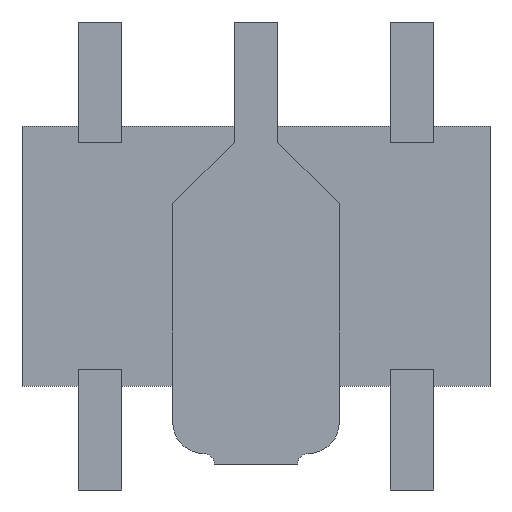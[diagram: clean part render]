
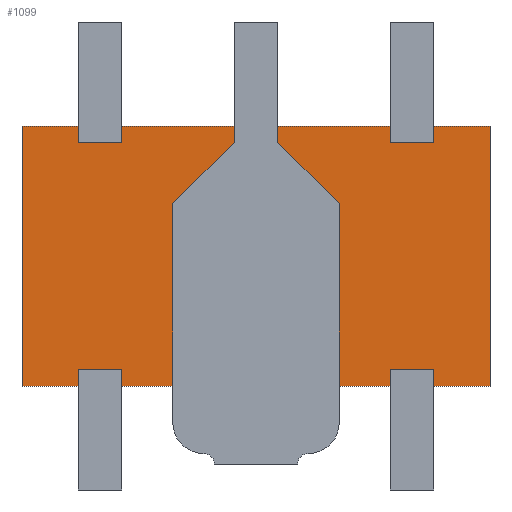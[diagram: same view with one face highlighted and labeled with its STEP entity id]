
A CAD part, front view. The second image highlights one B-rep face of the part: STEP entity #1099.
In plain terms, the highlighted planar face has unit normal (0, -1, 0).
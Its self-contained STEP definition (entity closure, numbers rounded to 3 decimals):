
#56 = VECTOR ( 'NONE', #881, 1000. ) ;
#58 = LINE ( 'NONE', #1097, #512 ) ;
#224 = EDGE_CURVE ( 'NONE', #1825, #1652, #58, .T. ) ;
#230 = CARTESIAN_POINT ( 'NONE',  ( 2.25, 0.05, -1.25 ) ) ;
#312 = DIRECTION ( 'NONE',  ( -1., 0., 0. ) ) ;
#401 = EDGE_LOOP ( 'NONE', ( #1728, #1548, #1168, #989 ) ) ;
#512 = VECTOR ( 'NONE', #1213, 1000. ) ;
#596 = VECTOR ( 'NONE', #312, 1000. ) ;
#602 = VECTOR ( 'NONE', #1192, 1000. ) ;
#822 = DIRECTION ( 'NONE',  ( 0., 0., -1. ) ) ;
#839 = LINE ( 'NONE', #1013, #56 ) ;
#877 = LINE ( 'NONE', #2239, #602 ) ;
#881 = DIRECTION ( 'NONE',  ( 0., 0., -1. ) ) ;
#920 = FACE_OUTER_BOUND ( 'NONE', #401, .T. ) ;
#989 = ORIENTED_EDGE ( 'NONE', *, *, #1365, .F. ) ;
#1013 = CARTESIAN_POINT ( 'NONE',  ( 2.25, 0.05, 1.25 ) ) ;
#1056 = CARTESIAN_POINT ( 'NONE',  ( -2.25, 0.05, -1.25 ) ) ;
#1076 = CARTESIAN_POINT ( 'NONE',  ( -2.25, 0.05, -1.25 ) ) ;
#1097 = CARTESIAN_POINT ( 'NONE',  ( -2.25, 0.05, 1.25 ) ) ;
#1099 = ADVANCED_FACE ( 'NONE', ( #920 ), #1106, .T. ) ;
#1106 = PLANE ( 'NONE',  #1924 ) ;
#1168 = ORIENTED_EDGE ( 'NONE', *, *, #224, .F. ) ;
#1181 = EDGE_CURVE ( 'NONE', #2021, #2204, #839, .T. ) ;
#1192 = DIRECTION ( 'NONE',  ( 1., 0., 0. ) ) ;
#1196 = CARTESIAN_POINT ( 'NONE',  ( 2.25, 0.05, -1.25 ) ) ;
#1213 = DIRECTION ( 'NONE',  ( 0., 0., 1. ) ) ;
#1365 = EDGE_CURVE ( 'NONE', #2204, #1825, #1884, .T. ) ;
#1548 = ORIENTED_EDGE ( 'NONE', *, *, #1858, .F. ) ;
#1652 = VERTEX_POINT ( 'NONE', #1827 ) ;
#1686 = CARTESIAN_POINT ( 'NONE',  ( 2.25, 0.05, 1.25 ) ) ;
#1728 = ORIENTED_EDGE ( 'NONE', *, *, #1181, .F. ) ;
#1825 = VERTEX_POINT ( 'NONE', #1076 ) ;
#1826 = DIRECTION ( 'NONE',  ( 0., -1., 0. ) ) ;
#1827 = CARTESIAN_POINT ( 'NONE',  ( -2.25, 0.05, 1.25 ) ) ;
#1858 = EDGE_CURVE ( 'NONE', #1652, #2021, #877, .T. ) ;
#1884 = LINE ( 'NONE', #1056, #596 ) ;
#1924 = AXIS2_PLACEMENT_3D ( 'NONE', #230, #1826, #822 ) ;
#2021 = VERTEX_POINT ( 'NONE', #1686 ) ;
#2204 = VERTEX_POINT ( 'NONE', #1196 ) ;
#2239 = CARTESIAN_POINT ( 'NONE',  ( -2.25, 0.05, 1.25 ) ) ;
